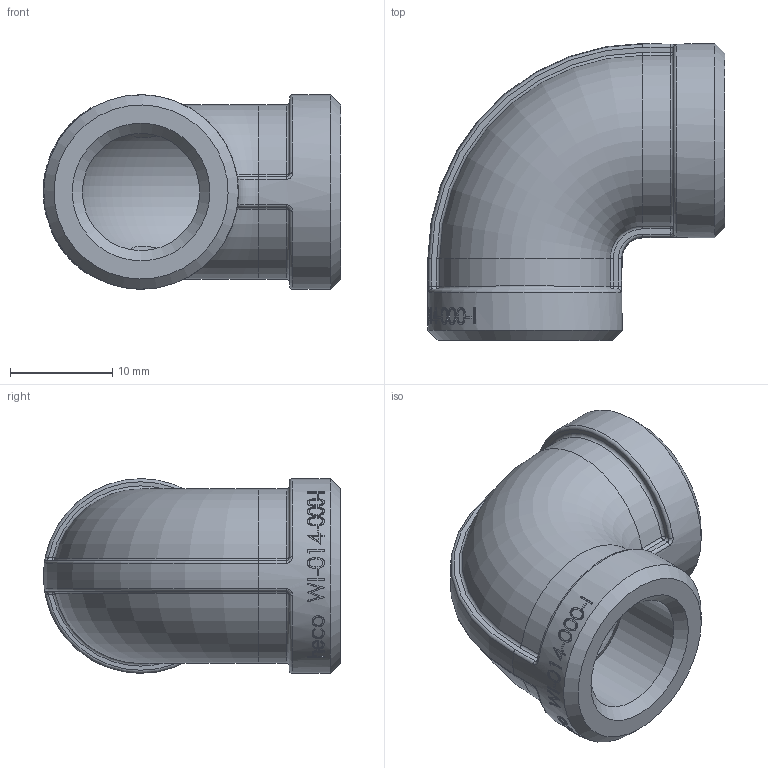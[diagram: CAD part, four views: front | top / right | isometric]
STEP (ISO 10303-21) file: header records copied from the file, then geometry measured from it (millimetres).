
FILE_DESCRIPTION (( 'STEP AP214' ), '1' );
FILE_NAME ('heco_WI-014-000-I.STEP', '2016-07-11T06:53:17', ( '' ), ( '' ), 'SwSTEP 2.0', 'SolidWorks 2011', '' );
FILE_SCHEMA (( 'AUTOMOTIVE_DESIGN' ));
Length unit declared in the file: millimetre
Products named in the file (1): heco_WI-014-000-I
Bounding box: 29.05 x 29 x 19 mm (x, y, z)
Volume: 3996.7 mm3; surface area: 3718.5 mm2
Topology: 1 solids, 1 shells, 249 faces, 613 edges, 386 vertices
Faces by surface type: bspline 95, plane 63, cylinder 56, torus 21, sphere 8, cone 6
Full cylindrical faces by diameter (mm): 11.445 x2, 19 x2
Entity records: 17901 total; most frequent: CARTESIAN_POINT 11183, ORIENTED_EDGE 1184, DIRECTION 743, EDGE_CURVE 592, VERTEX_POINT 380, B_SPLINE_CURVE_WITH_KNOTS 309, AXIS2_PLACEMENT_3D 305, EDGE_LOOP 286
